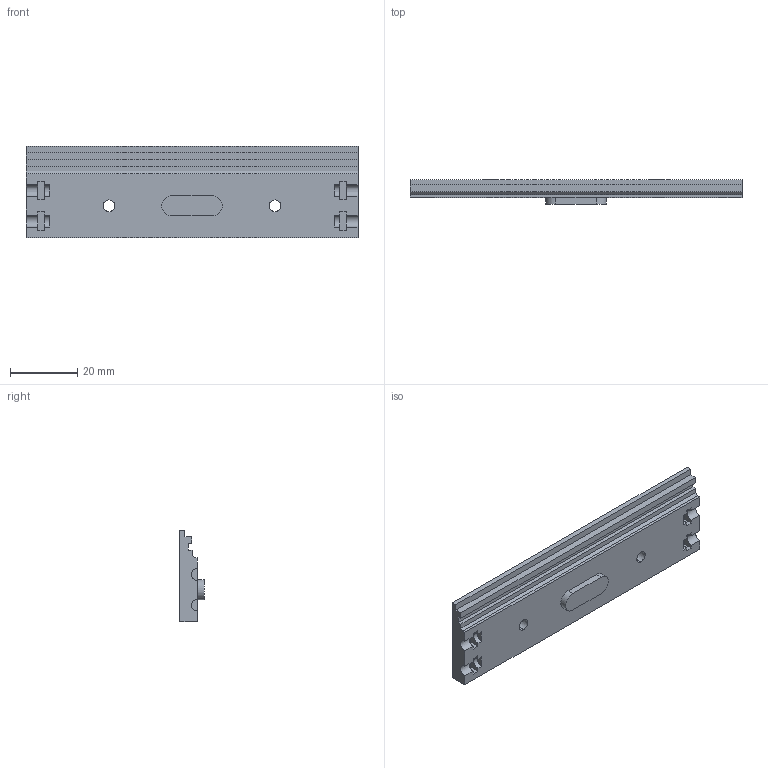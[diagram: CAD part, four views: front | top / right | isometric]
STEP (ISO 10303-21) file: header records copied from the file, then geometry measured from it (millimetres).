
FILE_DESCRIPTION (( 'STEP AP214' ), '1' );
FILE_NAME ('railOuter18.STEP', '2020-10-17T23:27:09', ( '' ), ( '' ), 'SwSTEP 2.0', 'SolidWorks 2019', '' );
FILE_SCHEMA (( 'AUTOMOTIVE_DESIGN' ));
Length unit declared in the file: millimetre
Products named in the file (1): railOuter18
Bounding box: 99 x 7.25 x 27.4 mm (x, y, z)
Volume: 12053.1 mm3; surface area: 7276.9 mm2
Topology: 1 solids, 1 shells, 84 faces, 237 edges, 158 vertices
Faces by surface type: plane 60, cylinder 24
Entity records: 2751 total; most frequent: CARTESIAN_POINT 480, ORIENTED_EDGE 474, DIRECTION 455, EDGE_CURVE 237, LINE 189, VECTOR 189, VERTEX_POINT 158, AXIS2_PLACEMENT_3D 133
